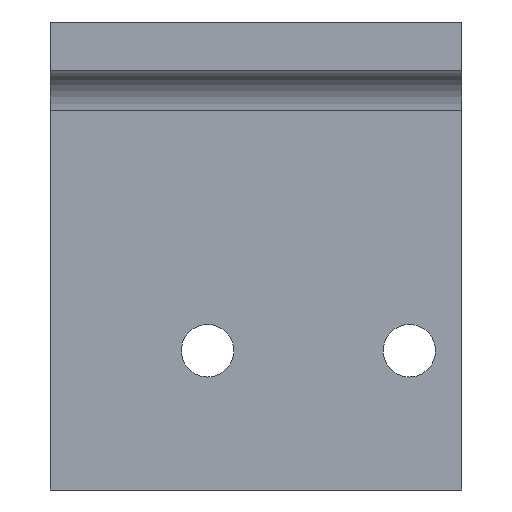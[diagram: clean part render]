
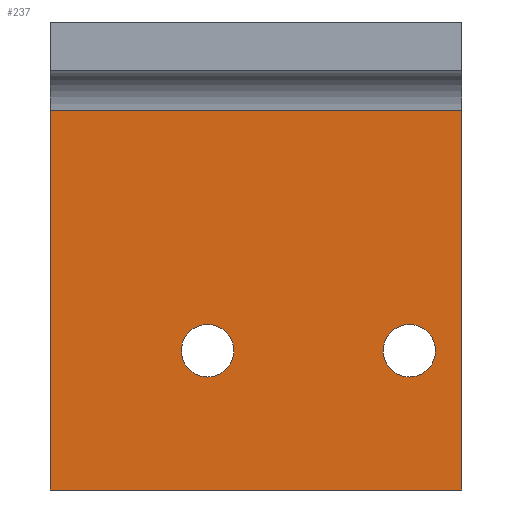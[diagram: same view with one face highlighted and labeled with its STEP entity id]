
A CAD part, front view. The second image highlights one B-rep face of the part: STEP entity #237.
In plain terms, the highlighted planar face has unit normal (0, -1, 0).
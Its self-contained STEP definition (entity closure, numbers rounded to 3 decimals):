
#19 = PLANE ( 'NONE',  #647 ) ;
#28 = ORIENTED_EDGE ( 'NONE', *, *, #472, .T. ) ;
#33 = VECTOR ( 'NONE', #279, 1000. ) ;
#38 = EDGE_CURVE ( 'NONE', #275, #310, #182, .T. ) ;
#39 = DIRECTION ( 'NONE',  ( 0., 1., 0. ) ) ;
#50 = CIRCLE ( 'NONE', #370, 6.5 ) ;
#64 = EDGE_CURVE ( 'NONE', #360, #328, #451, .T. ) ;
#67 = DIRECTION ( 'NONE',  ( 0., 1., 0. ) ) ;
#71 = ORIENTED_EDGE ( 'NONE', *, *, #173, .T. ) ;
#80 = CARTESIAN_POINT ( 'NONE',  ( 38., -12., -6. ) ) ;
#85 = CARTESIAN_POINT ( 'NONE',  ( -51., -12., -47. ) ) ;
#86 = ORIENTED_EDGE ( 'NONE', *, *, #545, .F. ) ;
#153 = CIRCLE ( 'NONE', #660, 6.5 ) ;
#166 = DIRECTION ( 'NONE',  ( 0., 1., 0. ) ) ;
#173 = EDGE_CURVE ( 'NONE', #310, #275, #153, .T. ) ;
#177 = LINE ( 'NONE', #620, #591 ) ;
#182 = CIRCLE ( 'NONE', #609, 6.5 ) ;
#201 = DIRECTION ( 'NONE',  ( 0., 0., 1. ) ) ;
#204 = CARTESIAN_POINT ( 'NONE',  ( 38., -12., -12.5 ) ) ;
#209 = CARTESIAN_POINT ( 'NONE',  ( 0., -12., 0. ) ) ;
#210 = EDGE_CURVE ( 'NONE', #531, #360, #703, .T. ) ;
#216 = VECTOR ( 'NONE', #278, 1000. ) ;
#225 = CARTESIAN_POINT ( 'NONE',  ( 51., -12., -47. ) ) ;
#226 = EDGE_LOOP ( 'NONE', ( #770, #71 ) ) ;
#237 = ADVANCED_FACE ( 'NONE', ( #519, #641, #709 ), #19, .F. ) ;
#257 = DIRECTION ( 'NONE',  ( 0., 1., 0. ) ) ;
#269 = DIRECTION ( 'NONE',  ( -1., 0., 0. ) ) ;
#271 = LINE ( 'NONE', #396, #216 ) ;
#275 = VERTEX_POINT ( 'NONE', #80 ) ;
#278 = DIRECTION ( 'NONE',  ( 0., 0., 1. ) ) ;
#279 = DIRECTION ( 'NONE',  ( 0., 0., -1. ) ) ;
#307 = ORIENTED_EDGE ( 'NONE', *, *, #528, .T. ) ;
#310 = VERTEX_POINT ( 'NONE', #771 ) ;
#322 = CARTESIAN_POINT ( 'NONE',  ( 38., -12., -12.5 ) ) ;
#326 = CIRCLE ( 'NONE', #553, 6.5 ) ;
#328 = VERTEX_POINT ( 'NONE', #85 ) ;
#348 = EDGE_LOOP ( 'NONE', ( #307, #28 ) ) ;
#352 = VECTOR ( 'NONE', #269, 1000. ) ;
#354 = CARTESIAN_POINT ( 'NONE',  ( -12., -12., -12.5 ) ) ;
#360 = VERTEX_POINT ( 'NONE', #225 ) ;
#368 = CARTESIAN_POINT ( 'NONE',  ( -12., -12., -12.5 ) ) ;
#370 = AXIS2_PLACEMENT_3D ( 'NONE', #354, #39, #783 ) ;
#381 = CARTESIAN_POINT ( 'NONE',  ( -51., -12., 47. ) ) ;
#396 = CARTESIAN_POINT ( 'NONE',  ( -51., -12., -47. ) ) ;
#399 = DIRECTION ( 'NONE',  ( 0., 1., 0. ) ) ;
#406 = CARTESIAN_POINT ( 'NONE',  ( 51., -12., -47. ) ) ;
#424 = ORIENTED_EDGE ( 'NONE', *, *, #64, .F. ) ;
#435 = DIRECTION ( 'NONE',  ( 1., 0., 0. ) ) ;
#441 = CARTESIAN_POINT ( 'NONE',  ( -51., -12., -47. ) ) ;
#451 = LINE ( 'NONE', #441, #352 ) ;
#469 = VERTEX_POINT ( 'NONE', #720 ) ;
#472 = EDGE_CURVE ( 'NONE', #469, #614, #326, .T. ) ;
#486 = CARTESIAN_POINT ( 'NONE',  ( 51., -12., 47. ) ) ;
#491 = ORIENTED_EDGE ( 'NONE', *, *, #210, .F. ) ;
#502 = CARTESIAN_POINT ( 'NONE',  ( -12., -12., -6. ) ) ;
#519 = FACE_BOUND ( 'NONE', #226, .T. ) ;
#528 = EDGE_CURVE ( 'NONE', #614, #469, #50, .T. ) ;
#531 = VERTEX_POINT ( 'NONE', #486 ) ;
#537 = DIRECTION ( 'NONE',  ( 0., 0., 1. ) ) ;
#545 = EDGE_CURVE ( 'NONE', #569, #531, #177, .T. ) ;
#553 = AXIS2_PLACEMENT_3D ( 'NONE', #368, #166, #537 ) ;
#569 = VERTEX_POINT ( 'NONE', #381 ) ;
#591 = VECTOR ( 'NONE', #435, 1000. ) ;
#609 = AXIS2_PLACEMENT_3D ( 'NONE', #204, #67, #621 ) ;
#614 = VERTEX_POINT ( 'NONE', #502 ) ;
#620 = CARTESIAN_POINT ( 'NONE',  ( -51., -12., 47. ) ) ;
#621 = DIRECTION ( 'NONE',  ( 0., 0., 1. ) ) ;
#641 = FACE_BOUND ( 'NONE', #348, .T. ) ;
#647 = AXIS2_PLACEMENT_3D ( 'NONE', #209, #399, #651 ) ;
#651 = DIRECTION ( 'NONE',  ( 0., 0., 1. ) ) ;
#660 = AXIS2_PLACEMENT_3D ( 'NONE', #322, #257, #201 ) ;
#698 = EDGE_LOOP ( 'NONE', ( #788, #424, #491, #86 ) ) ;
#703 = LINE ( 'NONE', #406, #33 ) ;
#709 = FACE_OUTER_BOUND ( 'NONE', #698, .T. ) ;
#719 = EDGE_CURVE ( 'NONE', #328, #569, #271, .T. ) ;
#720 = CARTESIAN_POINT ( 'NONE',  ( -12., -12., -19. ) ) ;
#770 = ORIENTED_EDGE ( 'NONE', *, *, #38, .T. ) ;
#771 = CARTESIAN_POINT ( 'NONE',  ( 38., -12., -19. ) ) ;
#783 = DIRECTION ( 'NONE',  ( 0., 0., 1. ) ) ;
#788 = ORIENTED_EDGE ( 'NONE', *, *, #719, .F. ) ;
